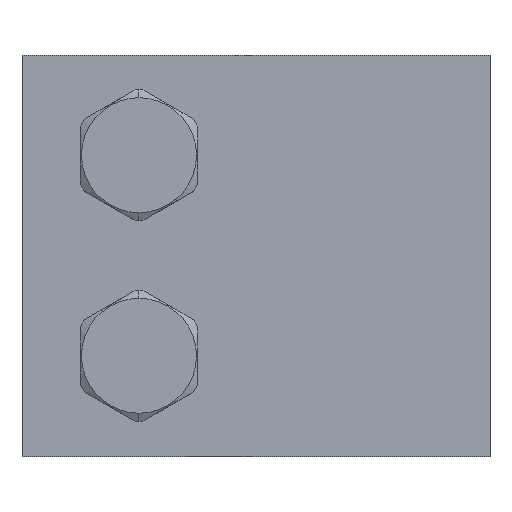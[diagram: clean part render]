
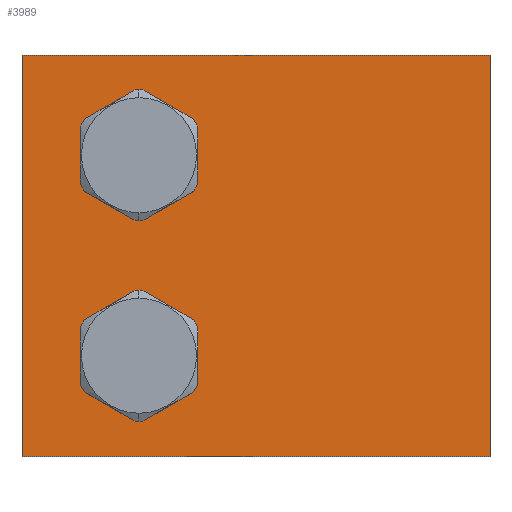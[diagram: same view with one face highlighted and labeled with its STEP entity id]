
A CAD part, top view. The second image highlights one B-rep face of the part: STEP entity #3989.
In plain terms, the highlighted planar face has unit normal (0, 0, 1).
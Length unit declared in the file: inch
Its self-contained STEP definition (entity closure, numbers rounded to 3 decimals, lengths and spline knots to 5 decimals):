
#163=DIRECTION('',(0.,-1.,0.));
#164=VECTOR('',#163,3.);
#165=CARTESIAN_POINT('',(0.,0.,3.));
#166=LINE('',#165,#164);
#167=DIRECTION('',(-1.,0.,0.));
#168=VECTOR('',#167,3.5);
#169=CARTESIAN_POINT('',(3.5,0.,3.));
#170=LINE('',#169,#168);
#171=DIRECTION('',(0.,1.,0.));
#172=VECTOR('',#171,3.);
#173=CARTESIAN_POINT('',(3.5,-3.,3.));
#174=LINE('',#173,#172);
#175=DIRECTION('',(1.,0.,0.));
#176=VECTOR('',#175,3.5);
#177=CARTESIAN_POINT('',(0.,-3.,3.));
#178=LINE('',#177,#176);
#179=CARTESIAN_POINT('',(0.875,-0.75,3.));
#180=DIRECTION('',(0.,0.,-1.));
#181=DIRECTION('',(-1.,0.,0.));
#182=AXIS2_PLACEMENT_3D('',#179,#180,#181);
#184=CARTESIAN_POINT('',(0.875,-0.75,3.));
#185=DIRECTION('',(0.,0.,-1.));
#186=DIRECTION('',(1.,0.,0.));
#187=AXIS2_PLACEMENT_3D('',#184,#185,#186);
#189=CARTESIAN_POINT('',(0.875,-2.25,3.));
#190=DIRECTION('',(0.,0.,-1.));
#191=DIRECTION('',(-1.,0.,0.));
#192=AXIS2_PLACEMENT_3D('',#189,#190,#191);
#194=CARTESIAN_POINT('',(0.875,-2.25,3.));
#195=DIRECTION('',(0.,0.,-1.));
#196=DIRECTION('',(1.,0.,0.));
#197=AXIS2_PLACEMENT_3D('',#194,#195,#196);
#3353=CARTESIAN_POINT('',(0.,0.,3.));
#3354=CARTESIAN_POINT('',(0.,-3.,3.));
#3355=VERTEX_POINT('',#3353);
#3356=VERTEX_POINT('',#3354);
#3357=CARTESIAN_POINT('',(3.5,-3.,3.));
#3358=VERTEX_POINT('',#3357);
#3359=CARTESIAN_POINT('',(3.5,0.,3.));
#3360=VERTEX_POINT('',#3359);
#3397=CARTESIAN_POINT('',(1.3055,-0.75,3.));
#3398=VERTEX_POINT('',#3397);
#3403=CARTESIAN_POINT('',(0.4445,-0.75,3.));
#3404=VERTEX_POINT('',#3403);
#3445=CARTESIAN_POINT('',(1.3055,-2.25,3.));
#3446=VERTEX_POINT('',#3445);
#3451=CARTESIAN_POINT('',(0.4445,-2.25,3.));
#3452=VERTEX_POINT('',#3451);
#3966=CARTESIAN_POINT('',(0.,0.,3.));
#3967=DIRECTION('',(0.,0.,1.));
#3968=DIRECTION('',(1.,0.,0.));
#3969=AXIS2_PLACEMENT_3D('',#3966,#3967,#3968);
#3970=PLANE('',#3969);
#3971=ORIENTED_EDGE('',*,*,#3846,.F.);
#3972=ORIENTED_EDGE('',*,*,#3879,.F.);
#3973=ORIENTED_EDGE('',*,*,#3905,.F.);
#3974=ORIENTED_EDGE('',*,*,#3942,.F.);
#3975=EDGE_LOOP('',(#3971,#3972,#3973,#3974));
#3976=FACE_OUTER_BOUND('',#3975,.F.);
#3978=ORIENTED_EDGE('',*,*,#3977,.F.);
#3980=ORIENTED_EDGE('',*,*,#3979,.F.);
#3981=EDGE_LOOP('',(#3978,#3980));
#3982=FACE_BOUND('',#3981,.F.);
#3984=ORIENTED_EDGE('',*,*,#3983,.F.);
#3986=ORIENTED_EDGE('',*,*,#3985,.F.);
#3987=EDGE_LOOP('',(#3984,#3986));
#3988=FACE_BOUND('',#3987,.F.);
#3989=ADVANCED_FACE('',(#3976,#3982,#3988),#3970,.T.);
#183=CIRCLE('',#182,0.4305);
#188=CIRCLE('',#187,0.4305);
#193=CIRCLE('',#192,0.4305);
#198=CIRCLE('',#197,0.4305);
#3846=EDGE_CURVE('',#3355,#3356,#166,.T.);
#3879=EDGE_CURVE('',#3360,#3355,#170,.T.);
#3905=EDGE_CURVE('',#3358,#3360,#174,.T.);
#3942=EDGE_CURVE('',#3356,#3358,#178,.T.);
#3977=EDGE_CURVE('',#3404,#3398,#183,.T.);
#3979=EDGE_CURVE('',#3398,#3404,#188,.T.);
#3983=EDGE_CURVE('',#3452,#3446,#193,.T.);
#3985=EDGE_CURVE('',#3446,#3452,#198,.T.);
